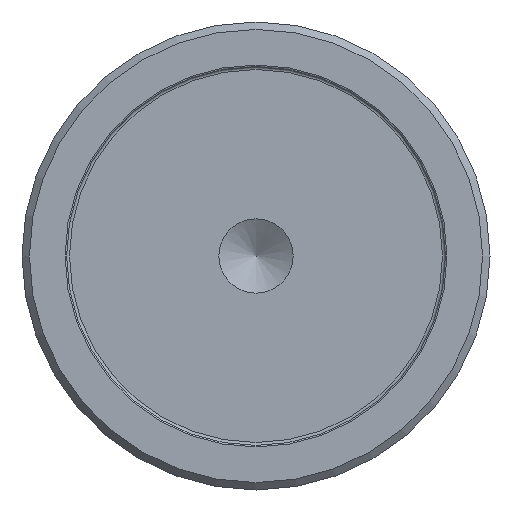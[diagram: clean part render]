
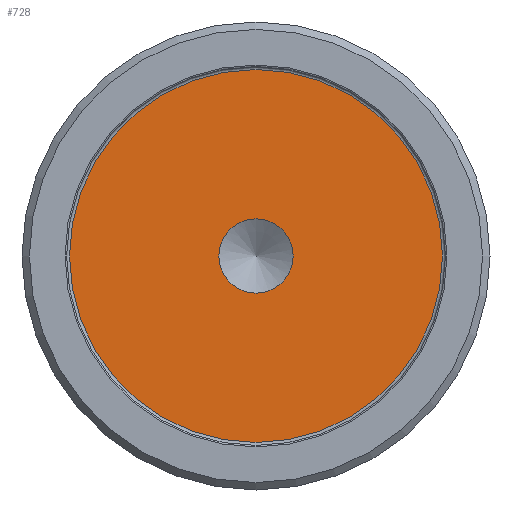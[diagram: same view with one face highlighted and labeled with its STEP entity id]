
A CAD part, front view. The second image highlights one B-rep face of the part: STEP entity #728.
In plain terms, the highlighted planar face has unit normal (0, -1, 0).
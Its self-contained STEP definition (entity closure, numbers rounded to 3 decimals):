
#6 = EDGE_LOOP ( 'NONE', ( #129 ) ) ;
#14 = CARTESIAN_POINT ( 'NONE',  ( -12.55, 0.5, 0. ) ) ;
#55 = VERTEX_POINT ( 'NONE', #234 ) ;
#61 = DIRECTION ( 'NONE',  ( 0., 1., 0. ) ) ;
#111 = AXIS2_PLACEMENT_3D ( 'NONE', #577, #61, #843 ) ;
#122 = CARTESIAN_POINT ( 'NONE',  ( 0., 0.5, -12.55 ) ) ;
#129 = ORIENTED_EDGE ( 'NONE', *, *, #783, .T. ) ;
#138 = AXIS2_PLACEMENT_3D ( 'NONE', #14, #523, #609 ) ;
#222 = DIRECTION ( 'NONE',  ( 0., 0., -1. ) ) ;
#234 = CARTESIAN_POINT ( 'NONE',  ( 0., 0.5, 2.5 ) ) ;
#277 = DIRECTION ( 'NONE',  ( 0., -1., 0. ) ) ;
#287 = CARTESIAN_POINT ( 'NONE',  ( 0., 0.5, 0. ) ) ;
#388 = CIRCLE ( 'NONE', #111, 2.5 ) ;
#434 = VERTEX_POINT ( 'NONE', #122 ) ;
#455 = ORIENTED_EDGE ( 'NONE', *, *, #499, .T. ) ;
#470 = PLANE ( 'NONE',  #138 ) ;
#499 = EDGE_CURVE ( 'NONE', #55, #55, #388, .T. ) ;
#523 = DIRECTION ( 'NONE',  ( 0., 1., 0. ) ) ;
#577 = CARTESIAN_POINT ( 'NONE',  ( 0., 0.5, 0. ) ) ;
#600 = AXIS2_PLACEMENT_3D ( 'NONE', #287, #277, #222 ) ;
#609 = DIRECTION ( 'NONE',  ( 0., 0., 1. ) ) ;
#640 = EDGE_LOOP ( 'NONE', ( #455 ) ) ;
#665 = FACE_BOUND ( 'NONE', #640, .T. ) ;
#728 = ADVANCED_FACE ( 'NONE', ( #665, #807 ), #470, .F. ) ;
#783 = EDGE_CURVE ( 'NONE', #434, #434, #786, .T. ) ;
#786 = CIRCLE ( 'NONE', #600, 12.55 ) ;
#807 = FACE_OUTER_BOUND ( 'NONE', #6, .T. ) ;
#843 = DIRECTION ( 'NONE',  ( 0., 0., 1. ) ) ;
